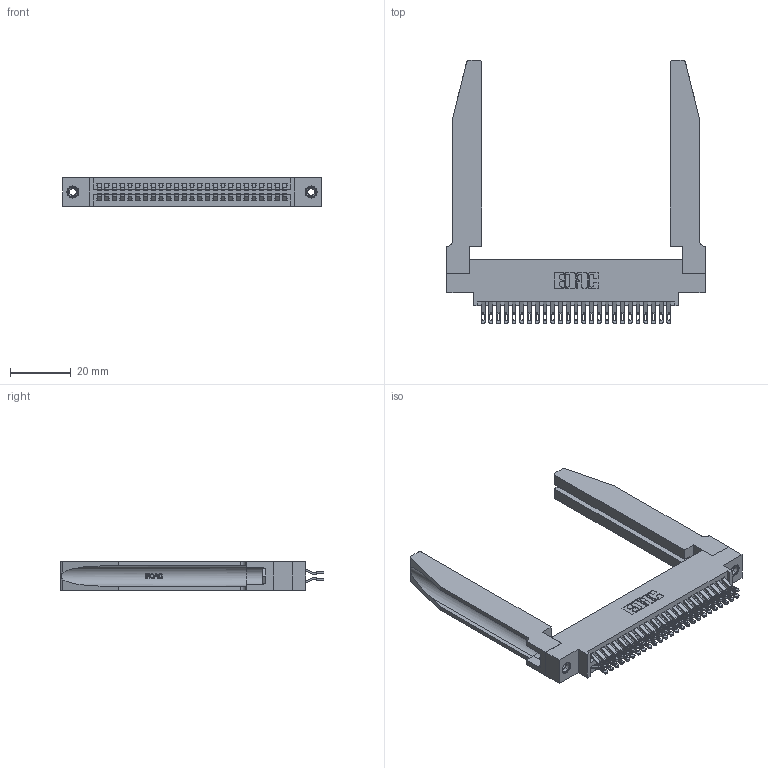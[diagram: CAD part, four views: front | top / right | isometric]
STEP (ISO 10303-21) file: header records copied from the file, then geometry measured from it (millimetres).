
FILE_DESCRIPTION (( 'STEP AP203' ), '1' );
FILE_NAME ('345-050-555-878.STEP', '2019-10-29T12:53:23', ( '' ), ( '' ), 'SwSTEP 2.0', 'SolidWorks 2016', '' );
FILE_SCHEMA (( 'CONFIG_CONTROL_DESIGN' ));
Length unit declared in the file: inch
Products named in the file (5): 345-292-001_555 Tail; 345-220-078_345-220-078; 345 Part_0.170 Offset - 0.156 Dia-TH; 345-250-001_345-250-001-102; 345-050-555-878
Assembly tree (55 placements, depth 2):
  345-050-555-878
    345 Part_0.170 Offset - 0.156 Dia-TH
    345-292-001_555 Tail  x50
    345-250-001_345-250-001-102  x2
    345-220-078_345-220-078  x2
Bounding box: 84.73 x 86.41 x 9.4 mm (x, y, z)
Volume: 15875.5 mm3; surface area: 19137.7 mm2
Topology: 55 solids, 55 shells, 3164 faces, 9811 edges, 6530 vertices
Faces by surface type: plane 1776, cylinder 1336, bspline 36, cone 12, torus 4
Entity records: 27102 total; most frequent: CARTESIAN_POINT 5513, ORIENTED_EDGE 4314, DIRECTION 3843, EDGE_CURVE 2157, VECTOR 1811, LINE 1811, VERTEX_POINT 1432, AXIS2_PLACEMENT_3D 1016
